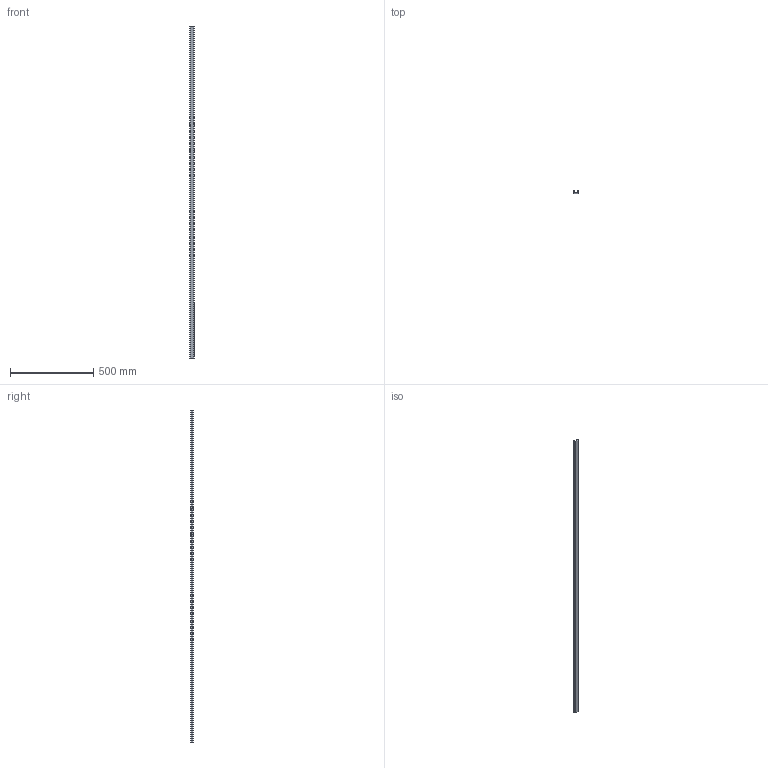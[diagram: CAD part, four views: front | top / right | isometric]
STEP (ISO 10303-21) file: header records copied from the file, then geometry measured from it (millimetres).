
FILE_DESCRIPTION (( 'STEP AP214' ), '1' );
FILE_NAME ('1110004_KSTP1.stp', '2018-07-26T14:26:38', ( '' ), ( '' ), 'SwSTEP 2.0', 'SolidWorks 2016', '' );
FILE_SCHEMA (( 'AUTOMOTIVE_DESIGN' ));
Length unit declared in the file: millimetre
Products named in the file (1): 1110004_KSTP1
Bounding box: 30 x 15 x 2000 mm (x, y, z)
Volume: 192359.1 mm3; surface area: 262859.2 mm2
Topology: 1 solids, 1 shells, 166 faces, 412 edges, 264 vertices
Faces by surface type: plane 93, bspline 49, cylinder 24
Entity records: 7452 total; most frequent: CARTESIAN_POINT 3788, ORIENTED_EDGE 824, DIRECTION 598, EDGE_CURVE 412, LINE 266, VECTOR 266, VERTEX_POINT 264, EDGE_LOOP 182
